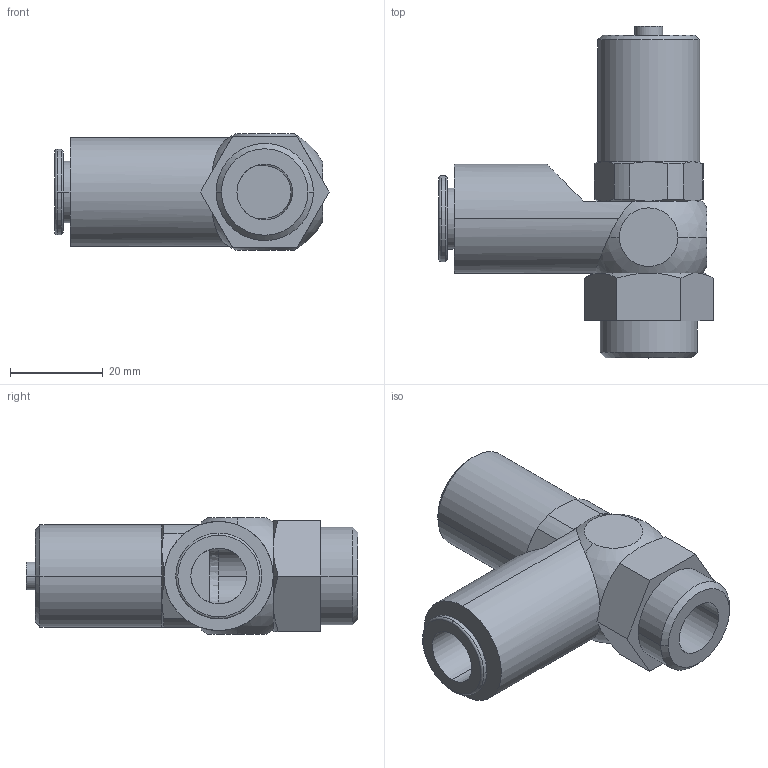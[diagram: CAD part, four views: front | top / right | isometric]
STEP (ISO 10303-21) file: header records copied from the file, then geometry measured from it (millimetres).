
FILE_DESCRIPTION(('STEP AP214'),'1');
FILE_NAME('7860_12_21.stp','2016-07-07T14:31:27',('TraceParts'),('TraceParts S.A.'),'Spatial InterOp 3D',' ',' ');
FILE_SCHEMA(('automotive_design'));
Length unit declared in the file: millimetre
Products named in the file (1): 1
Bounding box: 59.06 x 71.5 x 25 mm (x, y, z)
Volume: 35181.2 mm3; surface area: 11586.4 mm2
Topology: 1 solids, 1 shells, 87 faces, 207 edges, 127 vertices
Faces by surface type: cone 30, plane 28, cylinder 24, sphere 3, torus 2
Entity records: 3015 total; most frequent: CARTESIAN_POINT 1026, DIRECTION 442, ORIENTED_EDGE 410, EDGE_CURVE 205, AXIS2_PLACEMENT_3D 191, VERTEX_POINT 127, CIRCLE 99, EDGE_LOOP 96
